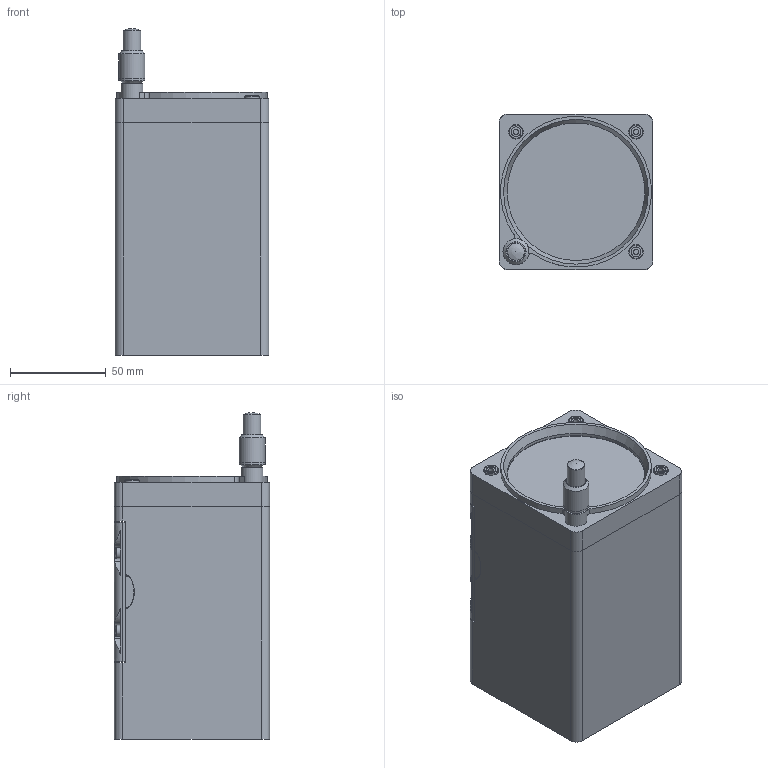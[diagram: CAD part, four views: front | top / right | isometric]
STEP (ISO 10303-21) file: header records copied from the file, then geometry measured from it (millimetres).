
FILE_DESCRIPTION(/* description */ (''),/* implementation_level */ '2;1');
FILE_NAME(/* name */ 'GARMIN GI 275 v5.step',/* time_stamp */ '2022-04-18T14:23:47-05:00',/* author */ (''),/* organization */ (''),/* preprocessor_version */ 'ST-DEVELOPER v18.1',/* originating_system */ 'Autodesk Translation Framework v10.14.0.1471',/* authorisation */ '');
FILE_SCHEMA (('AUTOMOTIVE_DESIGN { 1 0 10303 214 3 1 1 }'));
Products named in the file (16): GARMIN GI 275; 6/32 INSERT; GI 275 SHAFT; GARMIN GI 275 SHAFT COVER; Component1; Component2; GARMIN GI 275 LARGE KNOB; Component1_1; Component2_1; GARMIN GI 275 SMALL KNOB; GARMIN GI 275 BATTERY COVER; 91737A114_Narrow Fillister Head Phillips Screws; 91737A114_Narrow Fillister Head Phillips Screws (1); 91737A114_Narrow Fillister Head Phillips Screws (2); 91737A114_Narrow Fillister Head Phillips Screws (3); Component6
Assembly tree (17 placements, depth 3):
  GARMIN GI 275
    6/32 INSERT  x3
    GI 275 SHAFT
    GARMIN GI 275 SHAFT COVER
      Component1
      Component2
    GARMIN GI 275 LARGE KNOB
      Component1_1
      Component2_1
    GARMIN GI 275 SMALL KNOB
    GARMIN GI 275 BATTERY COVER
      91737A114_Narrow Fillister Head Phillips Screws
      91737A114_Narrow Fillister Head Phillips Screws (1)
      91737A114_Narrow Fillister Head Phillips Screws (2)
      91737A114_Narrow Fillister Head Phillips Screws (3)
      Component6
Bounding box: 80.52 x 81.28 x 171.07 mm (x, y, z)
Volume: 736274.6 mm3; surface area: 124347.5 mm2
Topology: 21 solids, 21 shells, 556 faces, 1460 edges, 972 vertices
Faces by surface type: plane 274, cylinder 233, cone 23, bspline 17, torus 5, sphere 4
Full cylindrical faces by diameter (mm): 2.769 x7, 3.175 x1, 3.505 x88, 3.81 x4, 5.08 x3, 5.74 x4, 6.35 x3, 7.62 x6, 8.128 x1, 8.636 x1, 9.144 x1, 9.525 x1, 10.033 x2, 11.43 x1, 13.589 x2, 72.009 x2
Entity records: 37771 total; most frequent: CARTESIAN_POINT 24036, ORIENTED_EDGE 2870, DIRECTION 2676, EDGE_CURVE 1435, VERTEX_POINT 956, AXIS2_PLACEMENT_3D 955, LINE 766, VECTOR 766
